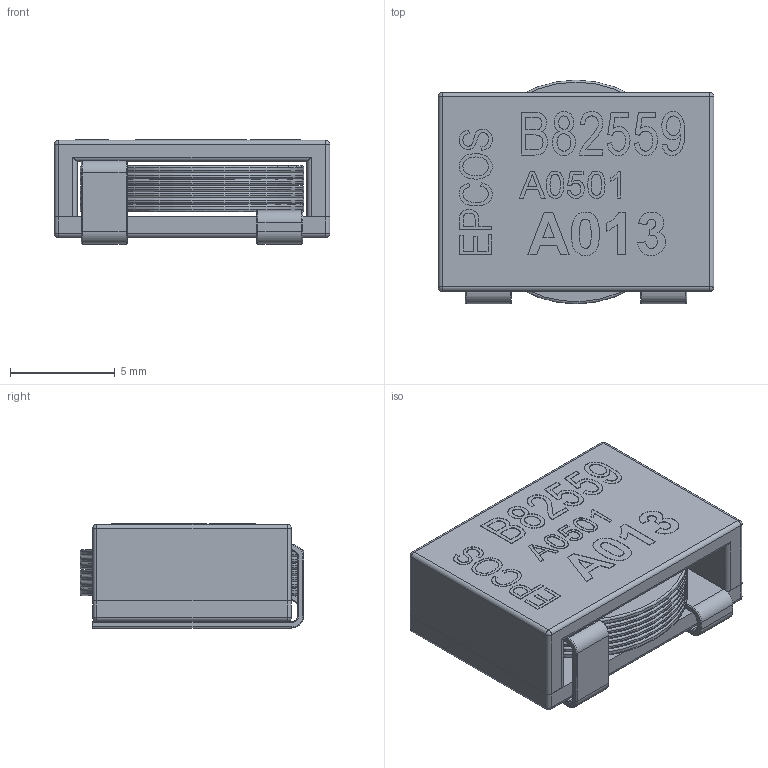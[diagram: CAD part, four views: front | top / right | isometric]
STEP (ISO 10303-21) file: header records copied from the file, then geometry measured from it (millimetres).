
FILE_DESCRIPTION (( 'STEP AP214' ), '1' );
FILE_NAME ('User Library-B82559A0501A013.STEP', '2019-07-06T16:27:32', ( '' ), ( '' ), 'SwSTEP 2.0', 'SolidWorks 2019', '' );
FILE_SCHEMA (( 'AUTOMOTIVE_DESIGN' ));
Length unit declared in the file: millimetre
Products named in the file (1): User Library-B82559A0501A013
Bounding box: 13.2 x 10.7 x 4.98 mm (x, y, z)
Volume: 522 mm3; surface area: 1177.4 mm2
Topology: 3 solids, 3 shells, 469 faces, 1177 edges, 750 vertices
Faces by surface type: plane 177, bspline 162, cylinder 78, torus 44, sphere 8
Entity records: 25787 total; most frequent: CARTESIAN_POINT 12464, ORIENTED_EDGE 2338, DIRECTION 1679, EDGE_CURVE 1169, VERTEX_POINT 750, VECTOR 611, LINE 611, AXIS2_PLACEMENT_3D 534
